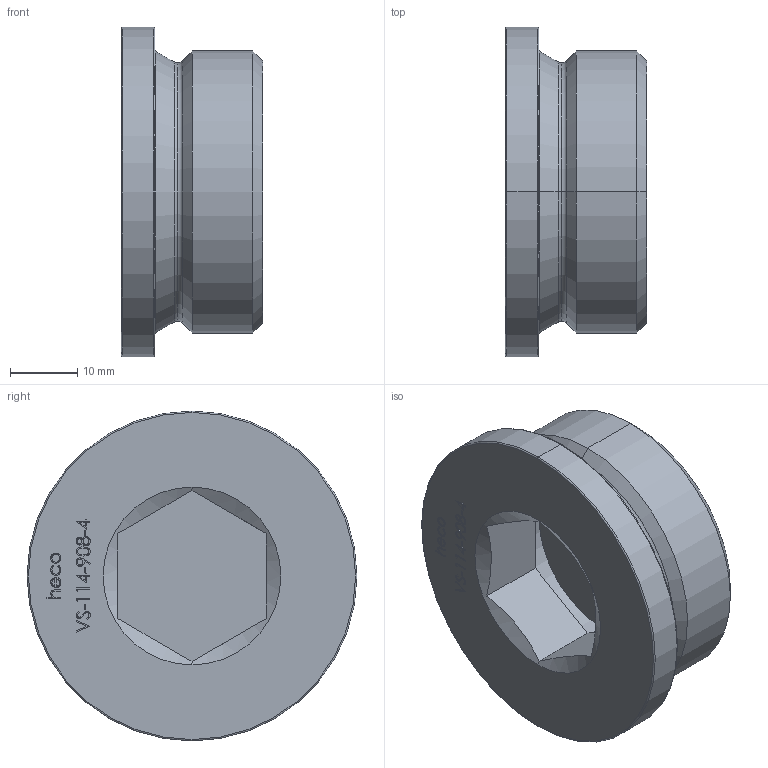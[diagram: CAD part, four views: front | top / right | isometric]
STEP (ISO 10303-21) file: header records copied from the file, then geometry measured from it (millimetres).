
FILE_DESCRIPTION (( 'STEP AP214' ), '1' );
FILE_NAME ('VS-114-908-4 Verschluss-Schraube.STEP', '2018-06-13T09:59:27', ( '' ), ( '' ), 'SwSTEP 2.0', 'SolidWorks 2016', '' );
FILE_SCHEMA (( 'AUTOMOTIVE_DESIGN' ));
Length unit declared in the file: millimetre
Products named in the file (1): VS-114-908-4 Verschluss-Schraube
Bounding box: 21 x 49 x 49 mm (x, y, z)
Volume: 24550 mm3; surface area: 7871.5 mm2
Topology: 1 solids, 1 shells, 219 faces, 552 edges, 362 vertices
Faces by surface type: plane 110, bspline 85, torus 10, cone 8, cylinder 6
Entity records: 12968 total; most frequent: CARTESIAN_POINT 6297, ORIENTED_EDGE 1104, DIRECTION 686, EDGE_CURVE 552, VERTEX_POINT 362, LINE 336, VECTOR 336, EDGE_LOOP 246
